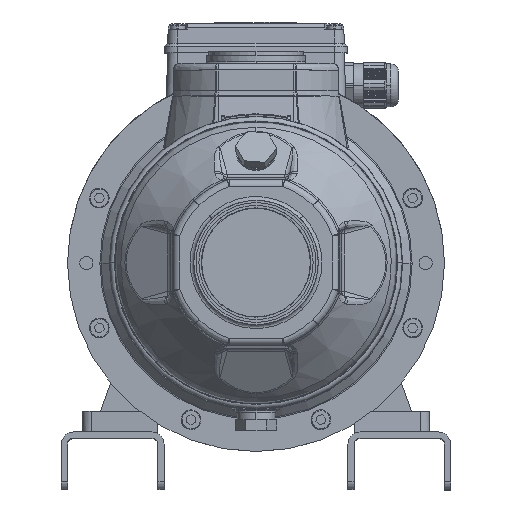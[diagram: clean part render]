
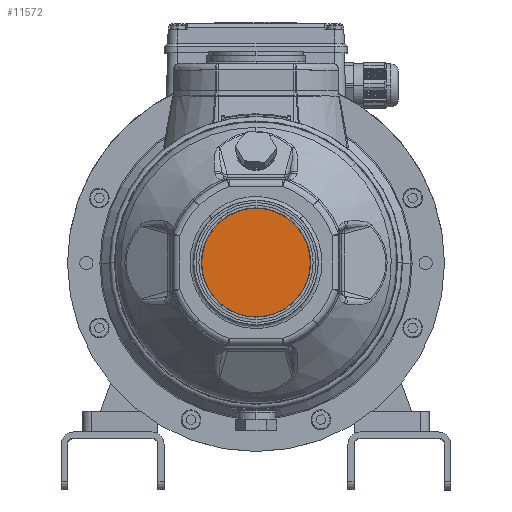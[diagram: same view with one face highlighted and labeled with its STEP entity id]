
A CAD part, top view. The second image highlights one B-rep face of the part: STEP entity #11572.
In plain terms, the highlighted planar face has unit normal (0, 0, 1).
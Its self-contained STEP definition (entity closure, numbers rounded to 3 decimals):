
#2492 = CARTESIAN_POINT ( 'NONE',  ( 5.569, 36.922, 254. ) ) ;
#3407 = CARTESIAN_POINT ( 'NONE',  ( 36.945, -4.35, 254. ) ) ;
#9770 = CARTESIAN_POINT ( 'NONE',  ( 28.484, -24.298, 254. ) ) ;
#10664 = CARTESIAN_POINT ( 'NONE',  ( -29.388, -23.196, 254. ) ) ;
#11572 = ADVANCED_FACE ( 'NONE', ( #60221 ), #133277, .T. ) ;
#12039 = CARTESIAN_POINT ( 'NONE',  ( 36.028, 10.184, 254. ) ) ;
#12641 = EDGE_CURVE ( 'NONE', #53111, #73608, #22825, .T. ) ;
#12918 = CARTESIAN_POINT ( 'NONE',  ( -23.196, 29.388, 254. ) ) ;
#17223 = CARTESIAN_POINT ( 'NONE',  ( 0.709, 37.253, 254. ) ) ;
#22825 = B_SPLINE_CURVE_WITH_KNOTS ( 'NONE', 3,
 ( #134259, #107419, #108342, #82412, #153595, #12918, #110178, #158812, #30225, #17223, #2492, #87616, #157888, #144084, #116270, #58960, #54591, #12039, #181410, #111067, #3407 ),
 .UNSPECIFIED., .F., .F.,
 ( 4, 1, 1, 1, 1, 1, 1, 1, 1, 1, 1, 1, 1, 1, 1, 1, 1, 1, 4 ),
 ( 0., 0.007, 0.015, 0.022, 0.029, 0.037, 0.044, 0.052, 0.055, 0.059, 0.066, 0.074, 0.077, 0.081, 0.088, 0.096, 0.103, 0.11, 0.118 ),
 .UNSPECIFIED. ) ;
#23671 = CARTESIAN_POINT ( 'NONE',  ( 36.66, -6.764, 254. ) ) ;
#24022 = DIRECTION ( 'NONE',  ( 1., 0., 0. ) ) ;
#24540 = CARTESIAN_POINT ( 'NONE',  ( -18.275, -32.677, 254. ) ) ;
#27611 = AXIS2_PLACEMENT_3D ( 'NONE', #135094, #64792, #24022 ) ;
#30225 = CARTESIAN_POINT ( 'NONE',  ( -4.16, 37.107, 254. ) ) ;
#31424 = ORIENTED_EDGE ( 'NONE', *, *, #12641, .F. ) ;
#38421 = CARTESIAN_POINT ( 'NONE',  ( -24.298, -28.484, 254. ) ) ;
#53111 = VERTEX_POINT ( 'NONE', #80374 ) ;
#53242 = CARTESIAN_POINT ( 'NONE',  ( 36.945, -4.35, 254. ) ) ;
#54591 = CARTESIAN_POINT ( 'NONE',  ( 33.349, 17.018, 254. ) ) ;
#55600 = CARTESIAN_POINT ( 'NONE',  ( 36.945, -4.35, 254. ) ) ;
#58960 = CARTESIAN_POINT ( 'NONE',  ( 29.389, 23.196, 254. ) ) ;
#60221 = FACE_OUTER_BOUND ( 'NONE', #75320, .T. ) ;
#64792 = DIRECTION ( 'NONE',  ( 0., 0., 1. ) ) ;
#66205 = B_SPLINE_CURVE_WITH_KNOTS ( 'NONE', 3,
 ( #53242, #23671, #136546, #68072, #9770, #149514, #108800, #66236, #151370, #122674, #179165, #96740, #165209, #24540, #38421, #10664, #67143, #79192, #123581, #180111, #109735 ),
 .UNSPECIFIED., .F., .F.,
 ( 4, 1, 1, 1, 1, 1, 1, 1, 1, 1, 1, 1, 1, 1, 1, 1, 1, 1, 4 ),
 ( 0.118, 0.125, 0.133, 0.14, 0.147, 0.155, 0.158, 0.162, 0.169, 0.177, 0.18, 0.184, 0.191, 0.199, 0.206, 0.214, 0.221, 0.228, 0.236 ),
 .UNSPECIFIED. ) ;
#66236 = CARTESIAN_POINT ( 'NONE',  ( 13.601, -34.689, 254. ) ) ;
#67143 = CARTESIAN_POINT ( 'NONE',  ( -33.349, -17.017, 254. ) ) ;
#68072 = CARTESIAN_POINT ( 'NONE',  ( 32.677, -18.274, 254. ) ) ;
#73608 = VERTEX_POINT ( 'NONE', #55600 ) ;
#75320 = EDGE_LOOP ( 'NONE', ( #151464, #31424 ) ) ;
#79192 = CARTESIAN_POINT ( 'NONE',  ( -36.028, -10.184, 254. ) ) ;
#80374 = CARTESIAN_POINT ( 'NONE',  ( -36.945, 4.35, 254. ) ) ;
#82412 = CARTESIAN_POINT ( 'NONE',  ( -32.677, 18.274, 254. ) ) ;
#87616 = CARTESIAN_POINT ( 'NONE',  ( 11.548, 35.615, 254. ) ) ;
#96740 = CARTESIAN_POINT ( 'NONE',  ( -7.963, -36.399, 254. ) ) ;
#107419 = CARTESIAN_POINT ( 'NONE',  ( -36.66, 6.768, 254. ) ) ;
#108342 = CARTESIAN_POINT ( 'NONE',  ( -35.614, 11.548, 254. ) ) ;
#108800 = CARTESIAN_POINT ( 'NONE',  ( 18.043, -32.691, 254. ) ) ;
#109735 = CARTESIAN_POINT ( 'NONE',  ( -36.945, 4.35, 254. ) ) ;
#110178 = CARTESIAN_POINT ( 'NONE',  ( -17.017, 33.349, 254. ) ) ;
#111067 = CARTESIAN_POINT ( 'NONE',  ( 37.229, -1.936, 254. ) ) ;
#116270 = CARTESIAN_POINT ( 'NONE',  ( 25.143, 27.605, 254. ) ) ;
#122674 = CARTESIAN_POINT ( 'NONE',  ( 2.96, -37.323, 254. ) ) ;
#123581 = CARTESIAN_POINT ( 'NONE',  ( -37.323, -2.96, 254. ) ) ;
#133277 = PLANE ( 'NONE',  #27611 ) ;
#134259 = CARTESIAN_POINT ( 'NONE',  ( -36.945, 4.35, 254. ) ) ;
#135094 = CARTESIAN_POINT ( 'NONE',  ( 47.7, 47.7, 254. ) ) ;
#136546 = CARTESIAN_POINT ( 'NONE',  ( 35.614, -11.55, 254. ) ) ;
#139119 = EDGE_CURVE ( 'NONE', #73608, #53111, #66205, .T. ) ;
#144084 = CARTESIAN_POINT ( 'NONE',  ( 21.286, 30.581, 254. ) ) ;
#149514 = CARTESIAN_POINT ( 'NONE',  ( 23.197, -29.388, 254. ) ) ;
#151370 = CARTESIAN_POINT ( 'NONE',  ( 8.984, -36.243, 254. ) ) ;
#151464 = ORIENTED_EDGE ( 'NONE', *, *, #139119, .F. ) ;
#153595 = CARTESIAN_POINT ( 'NONE',  ( -28.484, 24.298, 254. ) ) ;
#157888 = CARTESIAN_POINT ( 'NONE',  ( 17.157, 33.165, 254. ) ) ;
#158812 = CARTESIAN_POINT ( 'NONE',  ( -10.185, 36.028, 254. ) ) ;
#165209 = CARTESIAN_POINT ( 'NONE',  ( -12.665, -35.126, 254. ) ) ;
#179165 = CARTESIAN_POINT ( 'NONE',  ( -3.159, -37.206, 254. ) ) ;
#180111 = CARTESIAN_POINT ( 'NONE',  ( -37.229, 1.932, 254. ) ) ;
#181410 = CARTESIAN_POINT ( 'NONE',  ( 37.323, 2.962, 254. ) ) ;
